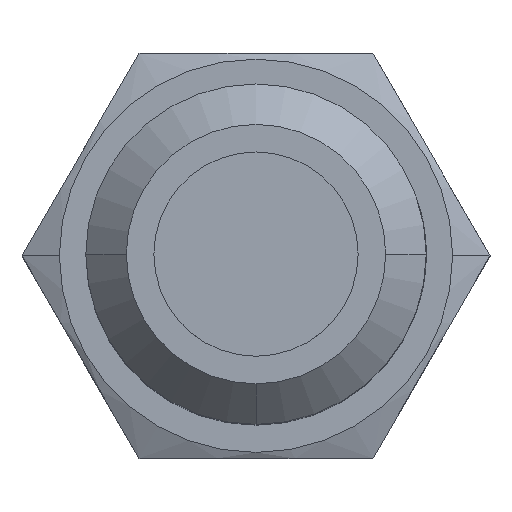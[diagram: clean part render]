
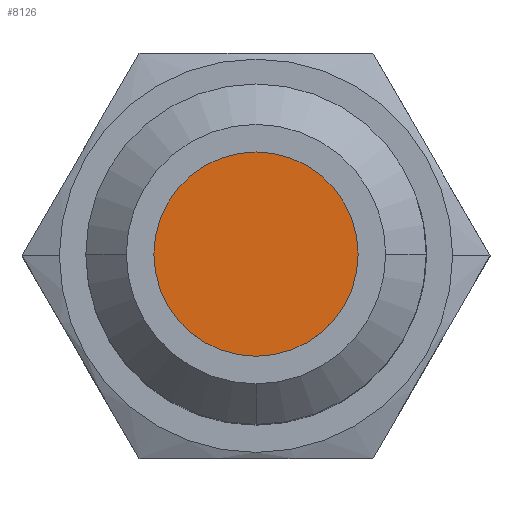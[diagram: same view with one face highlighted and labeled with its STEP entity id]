
A CAD part, top view. The second image highlights one B-rep face of the part: STEP entity #8126.
In plain terms, the highlighted planar face has unit normal (0, 0, 1).
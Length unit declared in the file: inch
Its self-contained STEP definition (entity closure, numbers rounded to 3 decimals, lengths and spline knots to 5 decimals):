
#6 = CIRCLE ( 'NONE', #3496, 0.0992 ) ;
#225 = CARTESIAN_POINT ( 'NONE',  ( -0.0992, 0., 1.52362 ) ) ;
#600 = CIRCLE ( 'NONE', #876, 0.0992 ) ;
#688 = DIRECTION ( 'NONE',  ( 0., 0., 1. ) ) ;
#876 = AXIS2_PLACEMENT_3D ( 'NONE', #3883, #688, #5818 ) ;
#1111 = DIRECTION ( 'NONE',  ( 0., 0., 1. ) ) ;
#1561 = CARTESIAN_POINT ( 'NONE',  ( 0., 0., 1.52362 ) ) ;
#3422 = EDGE_CURVE ( 'NONE', #6459, #5855, #600, .T. ) ;
#3496 = AXIS2_PLACEMENT_3D ( 'NONE', #1561, #4081, #4129 ) ;
#3593 = ORIENTED_EDGE ( 'NONE', *, *, #6658, .T. ) ;
#3616 = CARTESIAN_POINT ( 'NONE',  ( 0., 0., 1.52362 ) ) ;
#3883 = CARTESIAN_POINT ( 'NONE',  ( 0., 0., 1.52362 ) ) ;
#4081 = DIRECTION ( 'NONE',  ( 0., 0., 1. ) ) ;
#4129 = DIRECTION ( 'NONE',  ( 1., 0., 0. ) ) ;
#4212 = FACE_OUTER_BOUND ( 'NONE', #7584, .T. ) ;
#4372 = ORIENTED_EDGE ( 'NONE', *, *, #3422, .T. ) ;
#4690 = CARTESIAN_POINT ( 'NONE',  ( 0.0992, 0., 1.52362 ) ) ;
#5818 = DIRECTION ( 'NONE',  ( 1., 0., 0. ) ) ;
#5855 = VERTEX_POINT ( 'NONE', #225 ) ;
#6198 = DIRECTION ( 'NONE',  ( 1., 0., 0. ) ) ;
#6280 = PLANE ( 'NONE',  #6727 ) ;
#6459 = VERTEX_POINT ( 'NONE', #4690 ) ;
#6658 = EDGE_CURVE ( 'NONE', #5855, #6459, #6, .T. ) ;
#6727 = AXIS2_PLACEMENT_3D ( 'NONE', #3616, #1111, #6198 ) ;
#7584 = EDGE_LOOP ( 'NONE', ( #3593, #4372 ) ) ;
#8126 = ADVANCED_FACE ( 'NONE', ( #4212 ), #6280, .T. ) ;
